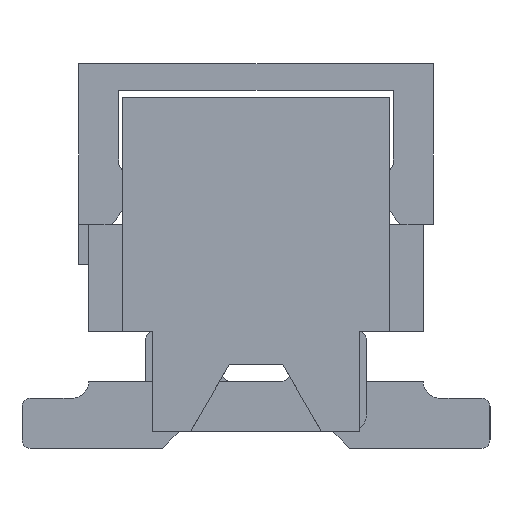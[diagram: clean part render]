
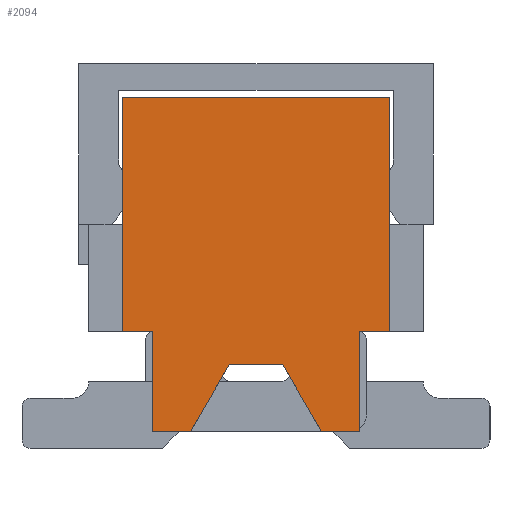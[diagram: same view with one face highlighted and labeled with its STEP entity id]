
A CAD part, left-side view. The second image highlights one B-rep face of the part: STEP entity #2094.
In plain terms, the highlighted planar face has unit normal (-1, 0, 0).
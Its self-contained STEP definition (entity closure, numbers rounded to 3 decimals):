
#2094 = ADVANCED_FACE( '', ( #4449 ), #4450, .F. );
#4449 = FACE_OUTER_BOUND( '', #7079, .T. );
#4450 = PLANE( '', #7080 );
#7079 = EDGE_LOOP( '', ( #13243, #13244, #13245, #13246, #13247, #13248, #13249, #13250, #13251, #13252, #13253, #13254, #13255, #13256 ) );
#7080 = AXIS2_PLACEMENT_3D( '', #13257, #13258, #13259 );
#13243 = ORIENTED_EDGE( '', *, *, #17024, .F. );
#13244 = ORIENTED_EDGE( '', *, *, #17984, .F. );
#13245 = ORIENTED_EDGE( '', *, *, #19084, .F. );
#13246 = ORIENTED_EDGE( '', *, *, #19085, .F. );
#13247 = ORIENTED_EDGE( '', *, *, #17520, .F. );
#13248 = ORIENTED_EDGE( '', *, *, #19086, .F. );
#13249 = ORIENTED_EDGE( '', *, *, #18048, .F. );
#13250 = ORIENTED_EDGE( '', *, *, #17545, .F. );
#13251 = ORIENTED_EDGE( '', *, *, #19039, .F. );
#13252 = ORIENTED_EDGE( '', *, *, #17871, .F. );
#13253 = ORIENTED_EDGE( '', *, *, #19087, .T. );
#13254 = ORIENTED_EDGE( '', *, *, #19088, .F. );
#13255 = ORIENTED_EDGE( '', *, *, #17284, .F. );
#13256 = ORIENTED_EDGE( '', *, *, #17798, .F. );
#13257 = CARTESIAN_POINT( '', ( -11.695, 0., 0. ) );
#13258 = DIRECTION( '', ( 1., 0., 0. ) );
#13259 = DIRECTION( '', ( 0., 0., -1. ) );
#17024 = EDGE_CURVE( '', #20767, #20768, #20769, .T. );
#17284 = EDGE_CURVE( '', #21241, #21242, #21243, .T. );
#17520 = EDGE_CURVE( '', #21667, #21661, #21669, .T. );
#17545 = EDGE_CURVE( '', #21705, #21703, #21707, .T. );
#17798 = EDGE_CURVE( '', #20768, #21241, #22113, .T. );
#17871 = EDGE_CURVE( '', #22231, #22233, #22234, .T. );
#17984 = EDGE_CURVE( '', #22416, #20767, #22418, .T. );
#18048 = EDGE_CURVE( '', #21703, #22509, #22510, .T. );
#19039 = EDGE_CURVE( '', #22233, #21705, #23846, .T. );
#19084 = EDGE_CURVE( '', #23902, #22416, #23903, .T. );
#19085 = EDGE_CURVE( '', #21661, #23902, #23904, .T. );
#19086 = EDGE_CURVE( '', #22509, #21667, #23905, .T. );
#19087 = EDGE_CURVE( '', #22231, #20601, #23906, .T. );
#19088 = EDGE_CURVE( '', #21242, #20601, #23907, .T. );
#20601 = VERTEX_POINT( '', #25883 );
#20767 = VERTEX_POINT( '', #26128 );
#20768 = VERTEX_POINT( '', #26129 );
#20769 = LINE( '', #26130, #26131 );
#21241 = VERTEX_POINT( '', #26840 );
#21242 = VERTEX_POINT( '', #26841 );
#21243 = LINE( '', #26842, #26843 );
#21661 = VERTEX_POINT( '', #27477 );
#21667 = VERTEX_POINT( '', #27486 );
#21669 = LINE( '', #27489, #27490 );
#21703 = VERTEX_POINT( '', #27540 );
#21705 = VERTEX_POINT( '', #27543 );
#21707 = LINE( '', #27546, #27547 );
#22113 = LINE( '', #28142, #28143 );
#22231 = VERTEX_POINT( '', #28322 );
#22233 = VERTEX_POINT( '', #28325 );
#22234 = LINE( '', #28326, #28327 );
#22416 = VERTEX_POINT( '', #28620 );
#22418 = LINE( '', #28623, #28624 );
#22509 = VERTEX_POINT( '', #28761 );
#22510 = LINE( '', #28762, #28763 );
#23846 = LINE( '', #30796, #30797 );
#23902 = VERTEX_POINT( '', #30880 );
#23903 = LINE( '', #30881, #30882 );
#23904 = LINE( '', #30883, #30884 );
#23905 = LINE( '', #30885, #30886 );
#23906 = LINE( '', #30887, #30888 );
#23907 = LINE( '', #30889, #30890 );
#25883 = CARTESIAN_POINT( '', ( -11.695, -2., 0.8 ) );
#26128 = CARTESIAN_POINT( '', ( -11.695, 2., -0.8 ) );
#26129 = CARTESIAN_POINT( '', ( -11.695, 2., 0.8 ) );
#26130 = CARTESIAN_POINT( '', ( -11.695, 2., -0.8 ) );
#26131 = VECTOR( '', #32435, 1000. );
#26840 = CARTESIAN_POINT( '', ( -11.695, 2., 2.7 ) );
#26841 = CARTESIAN_POINT( '', ( -11.695, -2., 2.7 ) );
#26842 = CARTESIAN_POINT( '', ( -11.695, 2., 2.7 ) );
#26843 = VECTOR( '', #32679, 1000. );
#27477 = CARTESIAN_POINT( '', ( -11.695, 0.98, -2.3 ) );
#27486 = CARTESIAN_POINT( '', ( -11.695, 0.4, -1.3 ) );
#27489 = CARTESIAN_POINT( '', ( -11.695, 0.4, -1.3 ) );
#27490 = VECTOR( '', #32906, 1000. );
#27540 = CARTESIAN_POINT( '', ( -11.695, -0.98, -2.3 ) );
#27543 = CARTESIAN_POINT( '', ( -11.695, -1.55, -2.3 ) );
#27546 = CARTESIAN_POINT( '', ( -11.695, -1.55, -2.3 ) );
#27547 = VECTOR( '', #32925, 1000. );
#28142 = CARTESIAN_POINT( '', ( -11.695, 2., 0.8 ) );
#28143 = VECTOR( '', #33160, 1000. );
#28322 = CARTESIAN_POINT( '', ( -11.695, -2., -0.8 ) );
#28325 = CARTESIAN_POINT( '', ( -11.695, -1.55, -0.8 ) );
#28326 = CARTESIAN_POINT( '', ( -11.695, -2.5, -0.8 ) );
#28327 = VECTOR( '', #33223, 1000. );
#28620 = CARTESIAN_POINT( '', ( -11.695, 1.55, -0.8 ) );
#28623 = CARTESIAN_POINT( '', ( -11.695, 2.5, -0.8 ) );
#28624 = VECTOR( '', #33336, 1000. );
#28761 = CARTESIAN_POINT( '', ( -11.695, -0.4, -1.3 ) );
#28762 = CARTESIAN_POINT( '', ( -11.695, -0.98, -2.3 ) );
#28763 = VECTOR( '', #33383, 1000. );
#30796 = CARTESIAN_POINT( '', ( -11.695, -1.55, -0.8 ) );
#30797 = VECTOR( '', #34126, 1000. );
#30880 = CARTESIAN_POINT( '', ( -11.695, 1.55, -2.3 ) );
#30881 = CARTESIAN_POINT( '', ( -11.695, 1.55, -0.8 ) );
#30882 = VECTOR( '', #34154, 1000. );
#30883 = CARTESIAN_POINT( '', ( -11.695, 0.98, -2.3 ) );
#30884 = VECTOR( '', #34155, 1000. );
#30885 = CARTESIAN_POINT( '', ( -11.695, -0.4, -1.3 ) );
#30886 = VECTOR( '', #34156, 1000. );
#30887 = CARTESIAN_POINT( '', ( -11.695, -2., -0.8 ) );
#30888 = VECTOR( '', #34157, 1000. );
#30889 = CARTESIAN_POINT( '', ( -11.695, -2., 2.7 ) );
#30890 = VECTOR( '', #34158, 1000. );
#32435 = DIRECTION( '', ( 0., 0., 1. ) );
#32679 = DIRECTION( '', ( 0., -1., 0. ) );
#32906 = DIRECTION( '', ( 0., 0.502, -0.865 ) );
#32925 = DIRECTION( '', ( 0., 1., 0. ) );
#33160 = DIRECTION( '', ( 0., 0., 1. ) );
#33223 = DIRECTION( '', ( 0., 1., 0. ) );
#33336 = DIRECTION( '', ( 0., 1., 0. ) );
#33383 = DIRECTION( '', ( 0., 0.502, 0.865 ) );
#34126 = DIRECTION( '', ( 0., 0., -1. ) );
#34154 = DIRECTION( '', ( 0., 0., 1. ) );
#34155 = DIRECTION( '', ( 0., 1., 0. ) );
#34156 = DIRECTION( '', ( 0., 1., 0. ) );
#34157 = DIRECTION( '', ( 0., 0., 1. ) );
#34158 = DIRECTION( '', ( 0., 0., -1. ) );
